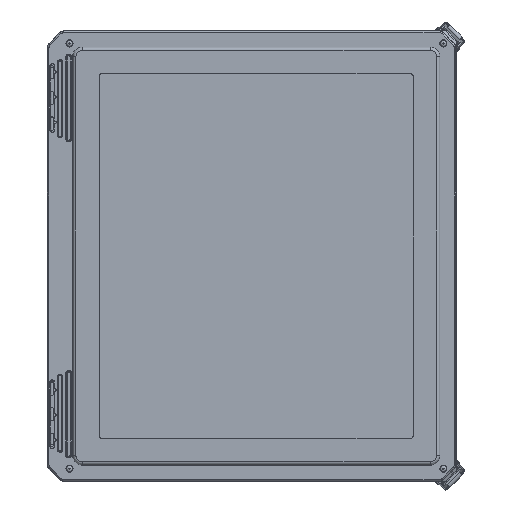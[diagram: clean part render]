
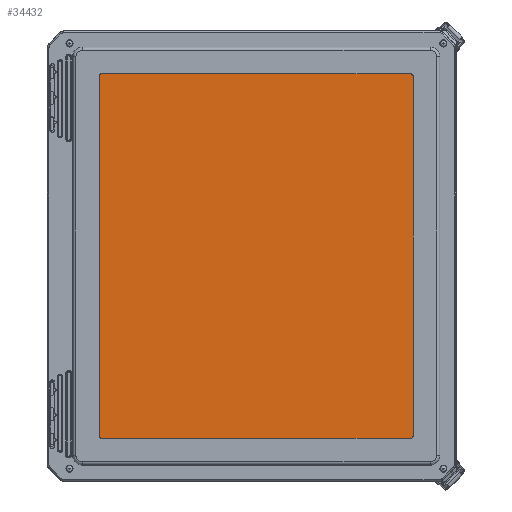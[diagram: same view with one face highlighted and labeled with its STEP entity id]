
A CAD part, top view. The second image highlights one B-rep face of the part: STEP entity #34432.
In plain terms, the highlighted face is planar.
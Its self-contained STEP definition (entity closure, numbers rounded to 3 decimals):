
#4793=LINE('',#78674,#7291);
#4797=LINE('',#78683,#7295);
#4800=LINE('',#78691,#7298);
#4803=LINE('',#78699,#7301);
#7291=VECTOR('',#48299,12.);
#7295=VECTOR('',#48309,14.);
#7298=VECTOR('',#48318,12.);
#7301=VECTOR('',#48327,14.);
#8164=PLANE('',#38455);
#10350=FACE_OUTER_BOUND('',#12570,.T.);
#12570=EDGE_LOOP('',(#31535,#31536,#31537,#31538,#31539,#31540,#31541,#31542));
#14054=CIRCLE('',#38445,0.115);
#14055=CIRCLE('',#38448,0.115);
#14056=CIRCLE('',#38451,0.115);
#14057=CIRCLE('',#38454,0.115);
#16978=VERTEX_POINT('',#78671);
#16979=VERTEX_POINT('',#78673);
#16980=VERTEX_POINT('',#78677);
#16981=VERTEX_POINT('',#78681);
#16982=VERTEX_POINT('',#78685);
#16983=VERTEX_POINT('',#78689);
#16984=VERTEX_POINT('',#78693);
#16985=VERTEX_POINT('',#78697);
#21873=EDGE_CURVE('',#16978,#16979,#4793,.T.);
#21876=EDGE_CURVE('',#16980,#16978,#14054,.T.);
#21878=EDGE_CURVE('',#16981,#16980,#4797,.T.);
#21880=EDGE_CURVE('',#16982,#16981,#14055,.T.);
#21882=EDGE_CURVE('',#16983,#16982,#4800,.T.);
#21884=EDGE_CURVE('',#16984,#16983,#14056,.T.);
#21886=EDGE_CURVE('',#16985,#16984,#4803,.T.);
#21887=EDGE_CURVE('',#16979,#16985,#14057,.T.);
#31535=ORIENTED_EDGE('',*,*,#21887,.F.);
#31536=ORIENTED_EDGE('',*,*,#21873,.F.);
#31537=ORIENTED_EDGE('',*,*,#21876,.F.);
#31538=ORIENTED_EDGE('',*,*,#21878,.F.);
#31539=ORIENTED_EDGE('',*,*,#21880,.F.);
#31540=ORIENTED_EDGE('',*,*,#21882,.F.);
#31541=ORIENTED_EDGE('',*,*,#21884,.F.);
#31542=ORIENTED_EDGE('',*,*,#21886,.F.);
#34432=ADVANCED_FACE('',(#10350),#8164,.F.);
#38445=AXIS2_PLACEMENT_3D('',#78679,#48304,#48305);
#38448=AXIS2_PLACEMENT_3D('',#78687,#48313,#48314);
#38451=AXIS2_PLACEMENT_3D('',#78695,#48322,#48323);
#38454=AXIS2_PLACEMENT_3D('',#78701,#48330,#48331);
#38455=AXIS2_PLACEMENT_3D('',#78702,#48332,#48333);
#48299=DIRECTION('',(-1.,0.,0.));
#48304=DIRECTION('center_axis',(0.,0.,1.));
#48305=DIRECTION('ref_axis',(1.,0.,0.));
#48309=DIRECTION('',(0.,1.,0.));
#48313=DIRECTION('center_axis',(0.,0.,1.));
#48314=DIRECTION('ref_axis',(0.,-1.,0.));
#48318=DIRECTION('',(1.,0.,0.));
#48322=DIRECTION('center_axis',(0.,0.,1.));
#48323=DIRECTION('ref_axis',(-1.,0.,0.));
#48327=DIRECTION('',(0.,-1.,0.));
#48330=DIRECTION('center_axis',(0.,0.,1.));
#48331=DIRECTION('ref_axis',(0.,1.,0.));
#48332=DIRECTION('center_axis',(0.,0.,1.));
#48333=DIRECTION('ref_axis',(1.,0.,0.));
#78671=CARTESIAN_POINT('',(6.,7.115,0.));
#78673=CARTESIAN_POINT('',(-6.,7.115,0.));
#78674=CARTESIAN_POINT('',(6.,7.115,0.));
#78677=CARTESIAN_POINT('',(6.115,7.,0.));
#78679=CARTESIAN_POINT('Origin',(6.,7.,0.));
#78681=CARTESIAN_POINT('',(6.115,-7.,0.));
#78683=CARTESIAN_POINT('',(6.115,-7.,0.));
#78685=CARTESIAN_POINT('',(6.,-7.115,0.));
#78687=CARTESIAN_POINT('Origin',(6.,-7.,0.));
#78689=CARTESIAN_POINT('',(-6.,-7.115,0.));
#78691=CARTESIAN_POINT('',(-6.,-7.115,0.));
#78693=CARTESIAN_POINT('',(-6.115,-7.,0.));
#78695=CARTESIAN_POINT('Origin',(-6.,-7.,0.));
#78697=CARTESIAN_POINT('',(-6.115,7.,0.));
#78699=CARTESIAN_POINT('',(-6.115,7.,0.));
#78701=CARTESIAN_POINT('Origin',(-6.,7.,0.));
#78702=CARTESIAN_POINT('Origin',(0.,0.,0.));
